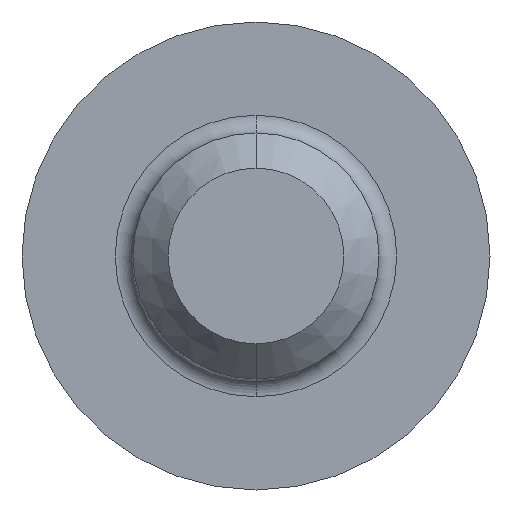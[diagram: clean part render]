
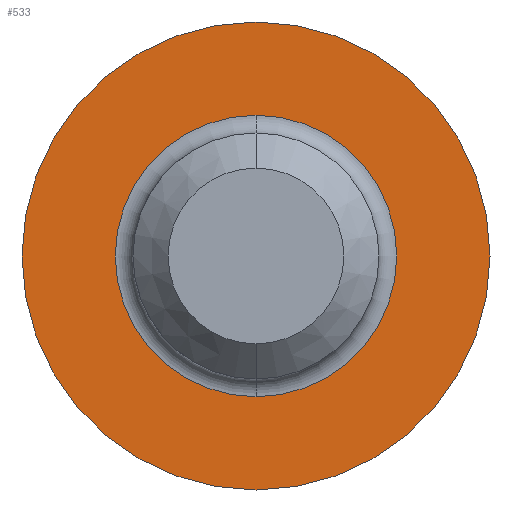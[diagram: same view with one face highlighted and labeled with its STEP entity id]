
A CAD part, front view. The second image highlights one B-rep face of the part: STEP entity #533.
In plain terms, the highlighted planar face has unit normal (0, -1, 0).
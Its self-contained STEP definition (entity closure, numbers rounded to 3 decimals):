
#2 = DIRECTION ( 'NONE',  ( 0., 0., -1. ) ) ;
#18 = DIRECTION ( 'NONE',  ( 0., 0., -1. ) ) ;
#46 = DIRECTION ( 'NONE',  ( 0., -1., 0. ) ) ;
#49 = CARTESIAN_POINT ( 'NONE',  ( 0., 0., 0. ) ) ;
#172 = CIRCLE ( 'NONE', #585, 2.383 ) ;
#210 = ORIENTED_EDGE ( 'NONE', *, *, #796, .T. ) ;
#290 = CARTESIAN_POINT ( 'NONE',  ( 0., 0., -3.962 ) ) ;
#303 = PLANE ( 'NONE',  #501 ) ;
#305 = DIRECTION ( 'NONE',  ( 0., -1., 0. ) ) ;
#325 = EDGE_CURVE ( 'NONE', #1062, #783, #1167, .T. ) ;
#341 = DIRECTION ( 'NONE',  ( 0., -1., 0. ) ) ;
#501 = AXIS2_PLACEMENT_3D ( 'NONE', #823, #1029, #1316 ) ;
#514 = EDGE_LOOP ( 'NONE', ( #827, #967 ) ) ;
#532 = FACE_OUTER_BOUND ( 'NONE', #721, .T. ) ;
#533 = ADVANCED_FACE ( 'NONE', ( #616, #532 ), #303, .T. ) ;
#568 = CARTESIAN_POINT ( 'NONE',  ( 0., 0., 2.383 ) ) ;
#585 = AXIS2_PLACEMENT_3D ( 'NONE', #1229, #305, #2 ) ;
#616 = FACE_BOUND ( 'NONE', #514, .T. ) ;
#644 = VERTEX_POINT ( 'NONE', #568 ) ;
#679 = CIRCLE ( 'NONE', #1323, 2.383 ) ;
#721 = EDGE_LOOP ( 'NONE', ( #985, #210 ) ) ;
#730 = EDGE_CURVE ( 'NONE', #1103, #644, #679, .T. ) ;
#732 = CARTESIAN_POINT ( 'NONE',  ( 0., 0., -2.383 ) ) ;
#777 = CARTESIAN_POINT ( 'NONE',  ( 0., 0., 0. ) ) ;
#783 = VERTEX_POINT ( 'NONE', #956 ) ;
#796 = EDGE_CURVE ( 'NONE', #783, #1062, #982, .T. ) ;
#823 = CARTESIAN_POINT ( 'NONE',  ( 0., 0., 0. ) ) ;
#827 = ORIENTED_EDGE ( 'NONE', *, *, #730, .F. ) ;
#864 = DIRECTION ( 'NONE',  ( 0., 0., -1. ) ) ;
#956 = CARTESIAN_POINT ( 'NONE',  ( 0., 0., 3.962 ) ) ;
#967 = ORIENTED_EDGE ( 'NONE', *, *, #1141, .F. ) ;
#982 = CIRCLE ( 'NONE', #1090, 3.962 ) ;
#985 = ORIENTED_EDGE ( 'NONE', *, *, #325, .T. ) ;
#1029 = DIRECTION ( 'NONE',  ( 0., -1., 0. ) ) ;
#1042 = DIRECTION ( 'NONE',  ( 0., 0., -1. ) ) ;
#1062 = VERTEX_POINT ( 'NONE', #290 ) ;
#1079 = CARTESIAN_POINT ( 'NONE',  ( 0., 0., 0. ) ) ;
#1090 = AXIS2_PLACEMENT_3D ( 'NONE', #49, #341, #18 ) ;
#1103 = VERTEX_POINT ( 'NONE', #732 ) ;
#1141 = EDGE_CURVE ( 'NONE', #644, #1103, #172, .T. ) ;
#1167 = CIRCLE ( 'NONE', #1207, 3.962 ) ;
#1207 = AXIS2_PLACEMENT_3D ( 'NONE', #1079, #1228, #1042 ) ;
#1228 = DIRECTION ( 'NONE',  ( 0., -1., 0. ) ) ;
#1229 = CARTESIAN_POINT ( 'NONE',  ( 0., 0., 0. ) ) ;
#1316 = DIRECTION ( 'NONE',  ( 0., 0., -1. ) ) ;
#1323 = AXIS2_PLACEMENT_3D ( 'NONE', #777, #46, #864 ) ;
